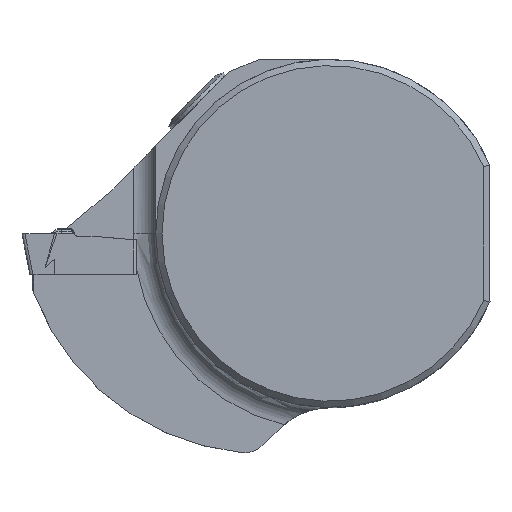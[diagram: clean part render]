
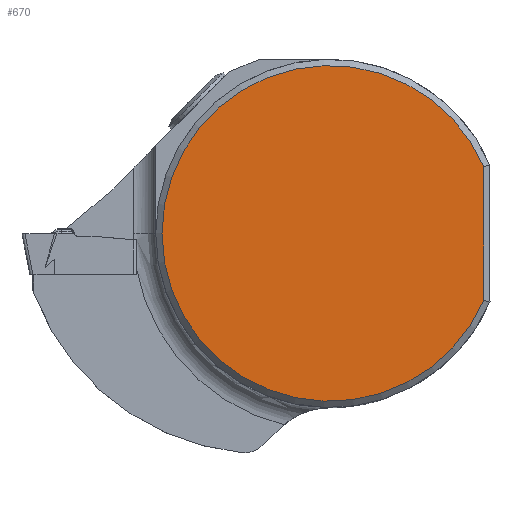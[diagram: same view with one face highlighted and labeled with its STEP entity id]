
A CAD part, top view. The second image highlights one B-rep face of the part: STEP entity #670.
In plain terms, the highlighted planar face has unit normal (0, 0, 1).
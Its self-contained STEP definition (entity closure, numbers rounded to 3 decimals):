
#214=CIRCLE('',#2276,12.049);
#281=PLANE('',#2278);
#401=LINE('',#4182,#552);
#552=VECTOR('',#2660,1.);
#670=ADVANCED_FACE('',(#796),#281,.F.);
#796=FACE_OUTER_BOUND('',#910,.T.);
#910=EDGE_LOOP('',(#1374,#1375));
#1374=ORIENTED_EDGE('',*,*,#1937,.T.);
#1375=ORIENTED_EDGE('',*,*,#1955,.F.);
#1682=VERTEX_POINT('',#4181);
#1683=VERTEX_POINT('',#4183);
#1937=EDGE_CURVE('',#1683,#1682,#401,.T.);
#1955=EDGE_CURVE('',#1683,#1682,#214,.T.);
#2276=AXIS2_PLACEMENT_3D('',#4226,#2705,#2706);
#2278=AXIS2_PLACEMENT_3D('',#4228,#2709,#2710);
#2660=DIRECTION('',(0.,1.,0.));
#2705=DIRECTION('',(0.,0.,-1.));
#2706=DIRECTION('',(1.,0.,0.));
#2709=DIRECTION('',(0.,0.,-1.));
#2710=DIRECTION('',(-1.,0.,0.));
#4181=CARTESIAN_POINT('',(11.049,4.806,0.));
#4182=CARTESIAN_POINT('',(11.049,12.5,0.));
#4183=CARTESIAN_POINT('',(11.049,-4.806,0.));
#4226=CARTESIAN_POINT('',(0.,0.,0.));
#4228=CARTESIAN_POINT('',(-12.049,0.,0.));
